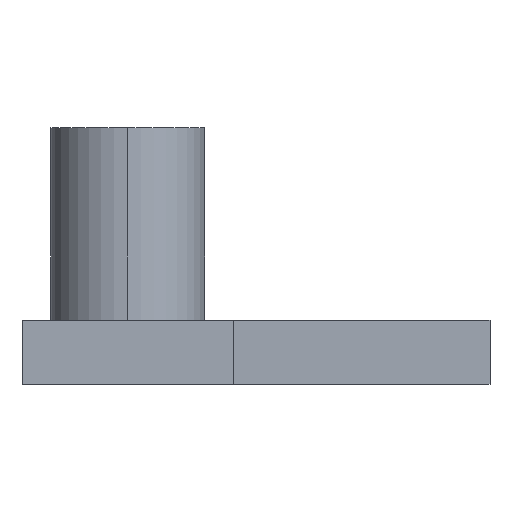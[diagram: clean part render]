
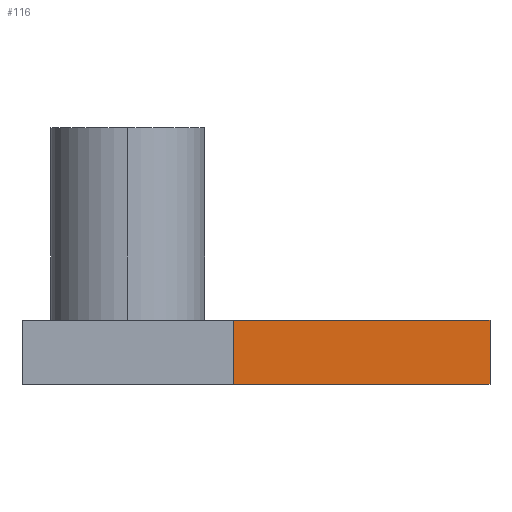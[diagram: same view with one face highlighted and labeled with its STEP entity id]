
A CAD part, left-side view. The second image highlights one B-rep face of the part: STEP entity #116.
In plain terms, the highlighted planar face has unit normal (-1, 0, 0).
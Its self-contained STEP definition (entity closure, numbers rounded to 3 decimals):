
#15 = EDGE_CURVE ( 'NONE', #695, #122, #245, .T. ) ;
#108 = ORIENTED_EDGE ( 'NONE', *, *, #565, .T. ) ;
#114 = AXIS2_PLACEMENT_3D ( 'NONE', #268, #510, #139 ) ;
#115 = CARTESIAN_POINT ( 'NONE',  ( -10., -8.25, 5. ) ) ;
#116 = ADVANCED_FACE ( 'NONE', ( #450 ), #392, .T. ) ;
#122 = VERTEX_POINT ( 'NONE', #639 ) ;
#138 = CARTESIAN_POINT ( 'NONE',  ( -10., -28.25, 5. ) ) ;
#139 = DIRECTION ( 'NONE',  ( 0., 0., 1. ) ) ;
#173 = VERTEX_POINT ( 'NONE', #598 ) ;
#204 = EDGE_CURVE ( 'NONE', #695, #312, #726, .T. ) ;
#245 = LINE ( 'NONE', #319, #404 ) ;
#268 = CARTESIAN_POINT ( 'NONE',  ( -10., -28.25, 5. ) ) ;
#269 = LINE ( 'NONE', #138, #508 ) ;
#312 = VERTEX_POINT ( 'NONE', #716 ) ;
#319 = CARTESIAN_POINT ( 'NONE',  ( -10., -28.25, 5. ) ) ;
#381 = DIRECTION ( 'NONE',  ( 0., 0., 1. ) ) ;
#383 = DIRECTION ( 'NONE',  ( 0., 1., 0. ) ) ;
#392 = PLANE ( 'NONE',  #114 ) ;
#404 = VECTOR ( 'NONE', #381, 1000. ) ;
#449 = ORIENTED_EDGE ( 'NONE', *, *, #462, .F. ) ;
#450 = FACE_OUTER_BOUND ( 'NONE', #604, .T. ) ;
#462 = EDGE_CURVE ( 'NONE', #312, #173, #550, .T. ) ;
#473 = DIRECTION ( 'NONE',  ( 0., 1., 0. ) ) ;
#508 = VECTOR ( 'NONE', #383, 1000. ) ;
#510 = DIRECTION ( 'NONE',  ( -1., 0., 0. ) ) ;
#530 = VECTOR ( 'NONE', #621, 1000. ) ;
#550 = LINE ( 'NONE', #115, #530 ) ;
#565 = EDGE_CURVE ( 'NONE', #122, #173, #269, .T. ) ;
#592 = CARTESIAN_POINT ( 'NONE',  ( -10., -28.25, 0. ) ) ;
#598 = CARTESIAN_POINT ( 'NONE',  ( -10., -8.25, 5. ) ) ;
#604 = EDGE_LOOP ( 'NONE', ( #449, #805, #754, #108 ) ) ;
#621 = DIRECTION ( 'NONE',  ( 0., 0., 1. ) ) ;
#639 = CARTESIAN_POINT ( 'NONE',  ( -10., -28.25, 5. ) ) ;
#695 = VERTEX_POINT ( 'NONE', #786 ) ;
#716 = CARTESIAN_POINT ( 'NONE',  ( -10., -8.25, 0. ) ) ;
#726 = LINE ( 'NONE', #592, #765 ) ;
#754 = ORIENTED_EDGE ( 'NONE', *, *, #15, .T. ) ;
#765 = VECTOR ( 'NONE', #473, 1000. ) ;
#786 = CARTESIAN_POINT ( 'NONE',  ( -10., -28.25, 0. ) ) ;
#805 = ORIENTED_EDGE ( 'NONE', *, *, #204, .F. ) ;
